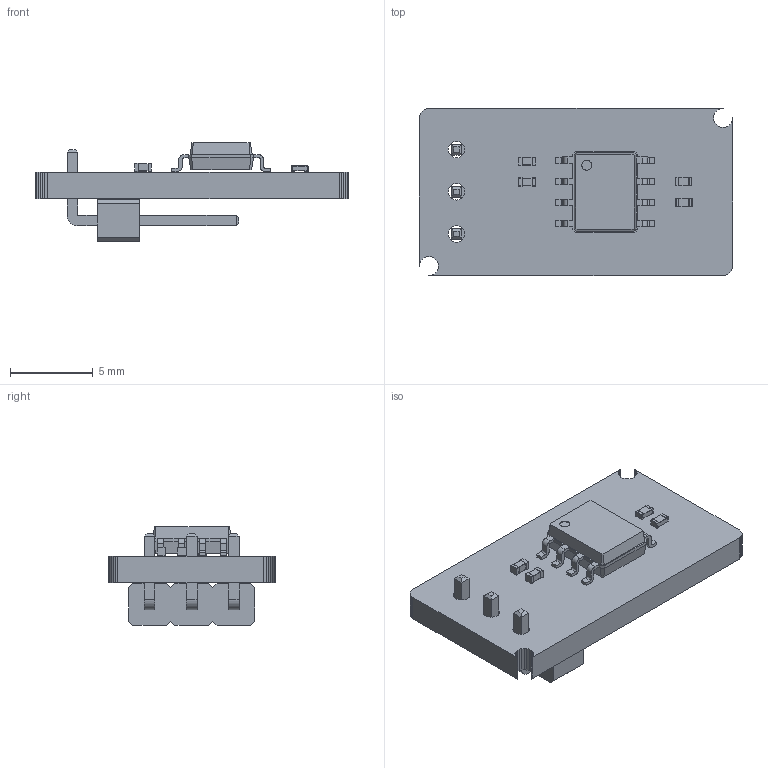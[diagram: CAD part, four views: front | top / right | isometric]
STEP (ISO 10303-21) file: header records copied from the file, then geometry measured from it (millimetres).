
FILE_DESCRIPTION(('KiCad electronic assembly'),'2;1');
FILE_NAME('EncoderClone.step','2023-11-24T16:43:57',('Pcbnew'),('Kicad') ,'Open CASCADE STEP processor 7.7','KiCad to STEP converter','Unknown' );
FILE_SCHEMA(('AUTOMOTIVE_DESIGN { 1 0 10303 214 1 1 1 1 }'));
Length unit declared in the file: millimetre
Products named in the file (10): EncoderClone 1; C_0402_1005Metric; SOLID; R_0402_1005Metric; SOIC-8_3.9x4.9mm_P1.27mm; PinHeader_1x03_P2.54mm_Horizontal; EncoderClone PCB
Assembly tree (11 placements, depth 3):
  EncoderClone 1
    C_0402_1005Metric  x2
      SOLID
    R_0402_1005Metric  x2
      SOLID
    SOIC-8_3.9x4.9mm_P1.27mm
      SOLID
    PinHeader_1x03_P2.54mm_Horizontal
      SOLID
    EncoderClone PCB
Bounding box: 18.9 x 10.1 x 5.97 mm (x, y, z)
Volume: 387.4 mm3; surface area: 748.4 mm2
Topology: 7 solids, 7 shells, 406 faces, 1055 edges, 674 vertices
Faces by surface type: plane 295, cylinder 79, bspline 32
Full cylindrical faces by diameter (mm): 0.6 x1, 1 x3
Entity records: 24996 total; most frequent: CARTESIAN_POINT 4421, DIRECTION 3372, LINE 2413, VECTOR 2413, ORIENTED_EDGE 1830, PCURVE 1830, DEFINITIONAL_REPRESENTATION 1830, EDGE_CURVE 915
